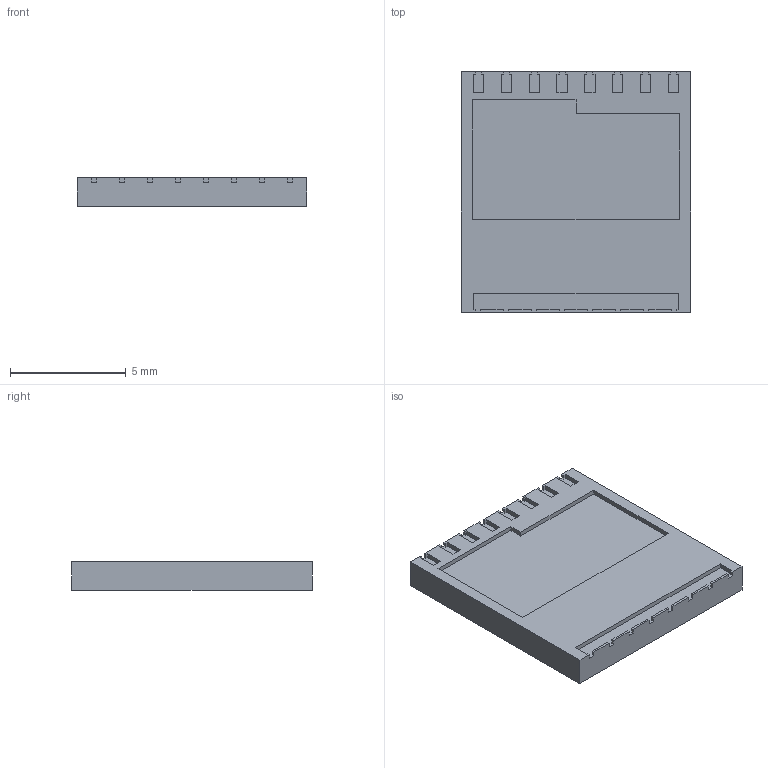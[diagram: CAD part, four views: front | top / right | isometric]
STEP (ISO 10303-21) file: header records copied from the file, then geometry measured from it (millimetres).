
FILE_DESCRIPTION(('STEP AP242'), '1');
FILE_NAME('ﾒﾍﾃ-ﾊ 65020', '', ('UNSPECIFIED'), ('UNSPECIFIED'), 'C3D Converter', 'C3D Toolkit', '');
FILE_SCHEMA(('AP242_MANAGED_MODEL_BASED_3D_ENGINEERING_MIM_LF { 1 0 10303 442 1 1 4 }'));
Length unit declared in the file: millimetre
Bounding box: 9.9 x 10.38 x 1.25 mm (x, y, z)
Volume: 117.7 mm3; surface area: 269.3 mm2
Topology: 1 solids, 1 shells, 320 faces, 906 edges, 604 vertices
Faces by surface type: plane 191, extrusion 114, cylinder 15
Full cylindrical faces by diameter (mm): 0.236 x1
Entity records: 12998 total; most frequent: CARTESIAN_POINT 2514, ORIENTED_EDGE 1810, DIRECTION 1235, EDGE_CURVE 905, VECTOR 761, LINE 647, VERTEX_POINT 604, B_SPLINE_CURVE_WITH_KNOTS 342
